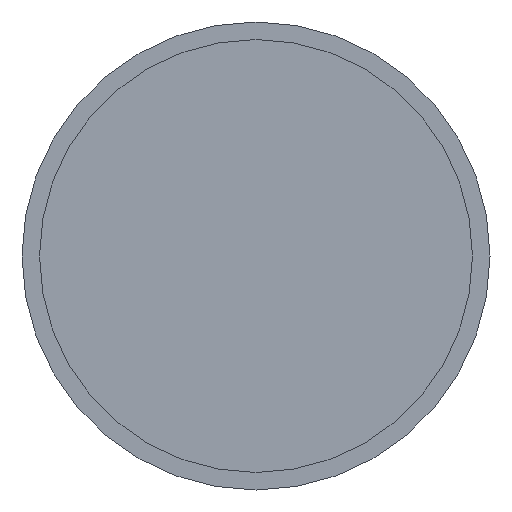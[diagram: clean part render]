
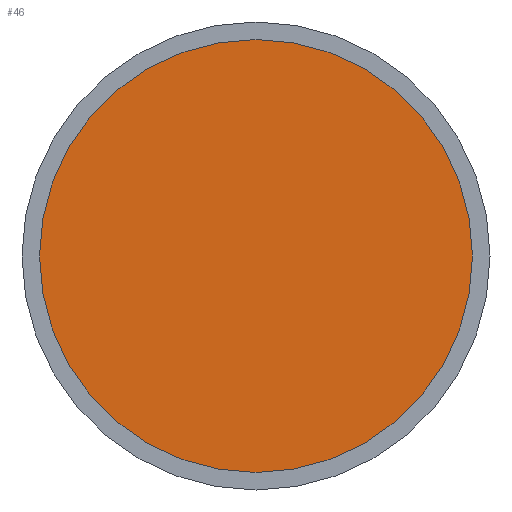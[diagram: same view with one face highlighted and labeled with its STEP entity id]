
A CAD part, front view. The second image highlights one B-rep face of the part: STEP entity #46.
In plain terms, the highlighted planar face has unit normal (0, -1, 0).
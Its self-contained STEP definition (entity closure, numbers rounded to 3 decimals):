
#46 = ADVANCED_FACE( '', ( #107 ), #108, .F. );
#107 = FACE_OUTER_BOUND( '', #194, .T. );
#108 = PLANE( '', #195 );
#194 = EDGE_LOOP( '', ( #309 ) );
#195 = AXIS2_PLACEMENT_3D( '', #310, #311, #312 );
#309 = ORIENTED_EDGE( '', *, *, #458, .T. );
#310 = CARTESIAN_POINT( '', ( 46.25, -3., 0. ) );
#311 = DIRECTION( '', ( 0., 1., 0. ) );
#312 = DIRECTION( '', ( 0., 0., 1. ) );
#458 = EDGE_CURVE( '', #512, #512, #513, .T. );
#512 = VERTEX_POINT( '', #592 );
#513 = CIRCLE( '', #593, 46.25 );
#592 = CARTESIAN_POINT( '', ( 0., -3., -46.25 ) );
#593 = AXIS2_PLACEMENT_3D( '', #689, #690, #691 );
#689 = CARTESIAN_POINT( '', ( 0., -3., 0. ) );
#690 = DIRECTION( '', ( 0., -1., 0. ) );
#691 = DIRECTION( '', ( 0., 0., -1. ) );
